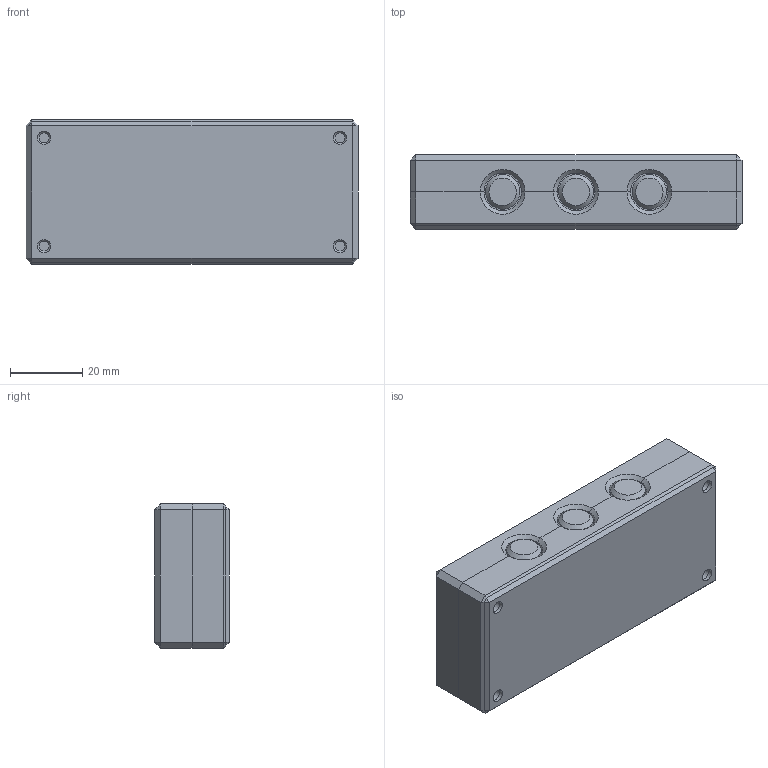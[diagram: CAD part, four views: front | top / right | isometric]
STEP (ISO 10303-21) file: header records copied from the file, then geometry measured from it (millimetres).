
FILE_DESCRIPTION(/* description */ (''),/* implementation_level */ '2;1');
FILE_NAME(/* name */ 'case.step',/* time_stamp */ '2021-05-23T21:14:34+02:00',/* author */ (''),/* organization */ (''),/* preprocessor_version */ 'ST-DEVELOPER v18.1',/* originating_system */ 'Autodesk Translation Framework v10.6.0.1341',/* authorisation */ '');
FILE_SCHEMA (('AUTOMOTIVE_DESIGN { 1 0 10303 214 3 1 1 }'));
Products named in the file (61): WiFiClock; PCB; CL5643AH; COMPOUND; USB_C_Receptacle_UT03FD014SX01ZA_Vertical; COMPOUND (1); SW_SPST_SMD_3x6x3.5_Side; SW_SPST_SMD_3x6x3.5_Side_1; SW_SPST_SMD_3x6x3.5_Side_2; COMPOUND (2); D_SOD-123; SOLID; ESP-12E; COMPOUND (3); Resonator_SMD_muRata_CSTxExxV-3Pin_3.0x1.1mm; SOLID (1); SOIC-20W_7.5x12.8mm_P1.27mm; SOLID (2); SOT-23-5; SOLID (3); SOIC-16_3.9x9.9mm_P1.27mm; SOLID (4); R_0805_2012Metric; R_0805_2012Metric_1; R_0805_2012Metric_2; R_0805_2012Metric_3; R_0805_2012Metric_4; R_0805_2012Metric_5; R_0805_2012Metric_6; R_0805_2012Metric_7; R_0805_2012Metric_8; R_0805_2012Metric_9; R_0805_2012Metric_10; R_0805_2012Metric_11; R_0805_2012Metric_12; R_0805_2012Metric_13; R_0805_2012Metric_14; R_0805_2012Metric_15; SOLID (5); SOT-23 ...
Assembly tree (87 placements, depth 4):
  WiFiClock
    PCB
      CL5643AH
        COMPOUND
      USB_C_Receptacle_UT03FD014SX01ZA_Vertical
        COMPOUND (1)
      SW_SPST_SMD_3x6x3.5_Side
        COMPOUND (2)
      SW_SPST_SMD_3x6x3.5_Side_1
        COMPOUND (2)
      SW_SPST_SMD_3x6x3.5_Side_2
        COMPOUND (2)
      D_SOD-123
        SOLID
      ESP-12E
        COMPOUND (3)
      Resonator_SMD_muRata_CSTxExxV-3Pin_3.0x1.1mm
        SOLID (1)
      SOIC-20W_7.5x12.8mm_P1.27mm
        SOLID (2)
      SOT-23-5
        SOLID (3)
      SOIC-16_3.9x9.9mm_P1.27mm
        SOLID (4)
      R_0805_2012Metric
        SOLID (5)
      R_0805_2012Metric_1
        SOLID (5)
      R_0805_2012Metric_2
        SOLID (5)
      R_0805_2012Metric_3
        SOLID (5)
      R_0805_2012Metric_4
        SOLID (5)
      R_0805_2012Metric_5
        SOLID (5)
      R_0805_2012Metric_6
        SOLID (5)
      R_0805_2012Metric_7
        SOLID (5)
      R_0805_2012Metric_8
        SOLID (5)
      R_0805_2012Metric_9
        SOLID (5)
      R_0805_2012Metric_10
        SOLID (5)
      R_0805_2012Metric_11
        SOLID (5)
      R_0805_2012Metric_12
        SOLID (5)
      R_0805_2012Metric_13
        SOLID (5)
      R_0805_2012Metric_14
        SOLID (5)
      R_0805_2012Metric_15
        SOLID (5)
      SOT-23
        SOLID (6)
      SOT-23_1
        SOLID (6)
Bounding box: 92 x 20.7 x 40 mm (x, y, z)
Volume: 51412.8 mm3; surface area: 50225.9 mm2
Topology: 141 solids, 141 shells, 3560 faces, 9105 edges, 5851 vertices
Faces by surface type: plane 2399, cylinder 760, bspline 372, cone 19, sphere 10
Full cylindrical faces by diameter (mm): 0.3 x14, 0.45 x14, 0.51 x14, 0.6 x17, 0.65 x16, 0.7 x16, 0.762 x14, 0.8 x6, 2.8 x6, 3.2 x2, 3.6 x8, 9.6 x3, 10 x2
Entity records: 81731 total; most frequent: CARTESIAN_POINT 18662, ORIENTED_EDGE 12930, DIRECTION 11356, EDGE_CURVE 6465, LINE 4678, VECTOR 4678, VERTEX_POINT 4165, AXIS2_PLACEMENT_3D 3339
